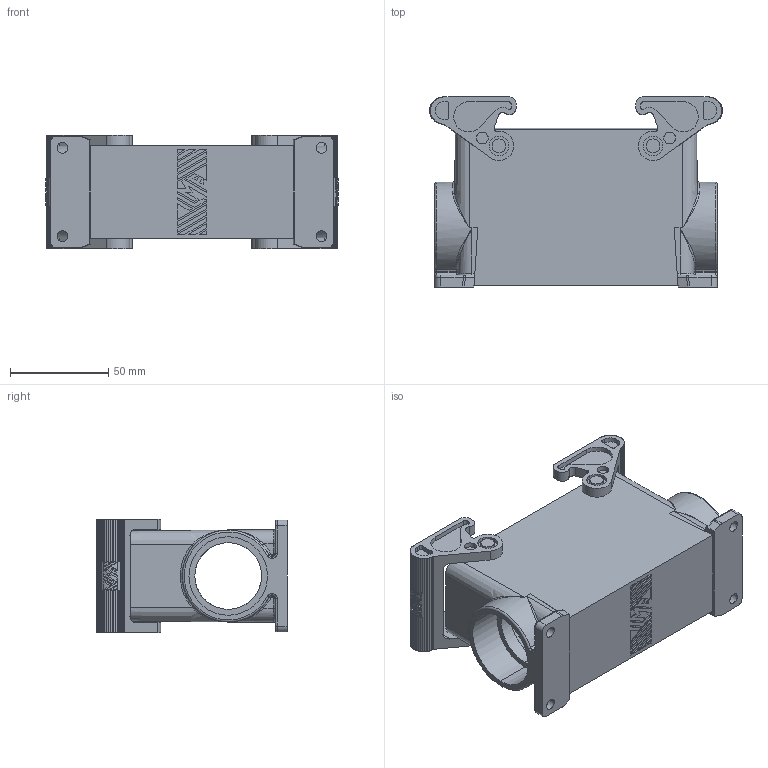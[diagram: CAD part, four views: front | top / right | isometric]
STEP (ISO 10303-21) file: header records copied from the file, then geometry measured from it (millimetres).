
FILE_DESCRIPTION(('Creo Elements/Direct Modeling STEP Export'),'2;1');
FILE_NAME('0ln7uvk53b7hbds4816','2020-06-22T15:05:27',(''),(''),'Creo Elements/Direct Modeling STEP processor for AP214 (Solid Model)','Creo Elements/Direct Modeling 20.1B 02-Apr-2019 (C) Parametric Technology GmbH','');
FILE_SCHEMA(('AUTOMOTIVE_DESIGN { 1 0 10303 214 1 1 1 1 }'));
Products named in the file (2): TAPW24.240B
Assembly tree (1 placements, depth 2):
  TAPW24.240B
    TAPW24.240B
Bounding box: 149.1 x 96.9 x 58 mm (x, y, z)
Volume: 214105.2 mm3; surface area: 86573.8 mm2
Topology: 1 solids, 9 shells, 975 faces, 2697 edges, 1760 vertices
Faces by surface type: plane 561, cylinder 282, bspline 82, torus 26, cone 24
Entity records: 42841 total; most frequent: CARTESIAN_POINT 19496, ORIENTED_EDGE 5386, DIRECTION 4338, EDGE_CURVE 2693, VERTEX_POINT 1760, VECTOR 1490, LINE 1490, AXIS2_PLACEMENT_3D 1424
